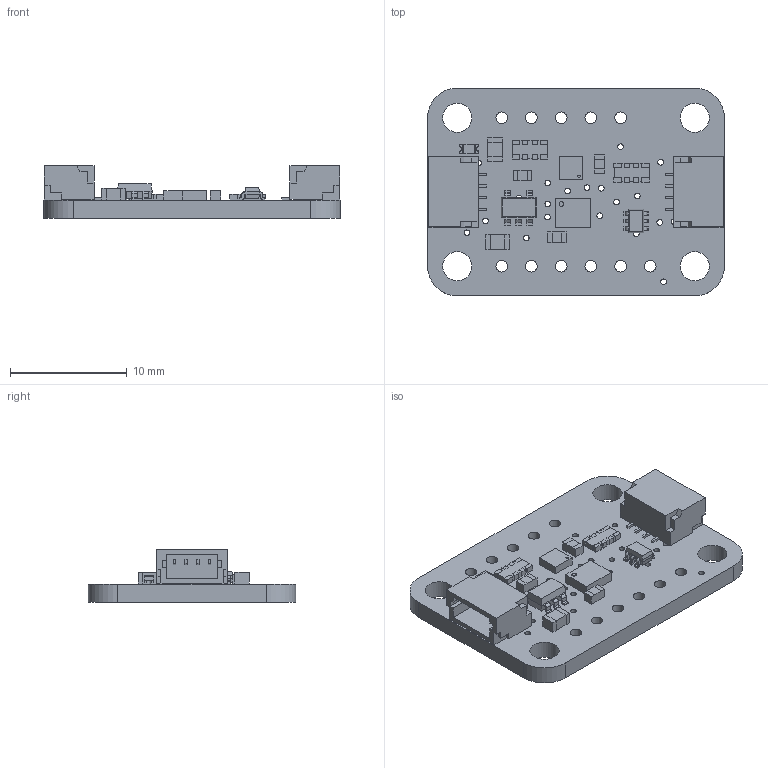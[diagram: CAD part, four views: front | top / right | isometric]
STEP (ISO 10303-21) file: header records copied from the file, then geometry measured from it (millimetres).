
FILE_DESCRIPTION(/* description */ (''),/* implementation_level */ '2;1');
FILE_NAME(/* name */ 'PCB Component.step',/* time_stamp */ '2022-10-18T10:55:25-04:00',/* author */ (''),/* organization */ (''),/* preprocessor_version */ 'ST-DEVELOPER v19',/* originating_system */ 'Autodesk Translation Framework v11.7.0.108',/* authorisation */ '');
FILE_SCHEMA (('AUTOMOTIVE_DESIGN { 1 0 10303 214 3 1 1 }'));
Length unit declared in the file: millimetre
Products named in the file (11): PCB Component; Board; 10uF; AP2112K-3.3; 1uF; 10K; BSS138; STEMMA_I2C_QT; GREEN; LIS3MDL; LSM6DSOX
Assembly tree (15 placements, depth 2):
  PCB Component
    Board
    10uF  x2
    AP2112K-3.3
    1uF  x3
    10K  x2
    BSS138
    STEMMA_I2C_QT  x2
    GREEN
    LIS3MDL
    LSM6DSOX
Bounding box: 25.4 x 17.78 x 4.53 mm (x, y, z)
Volume: 768.9 mm3; surface area: 1624.4 mm2
Topology: 45 solids, 45 shells, 960 faces, 2446 edges, 1614 vertices
Faces by surface type: plane 862, cylinder 94, bspline 4
Full cylindrical faces by diameter (mm): 0.2 x1, 0.4 x1, 0.483 x25, 1 x11, 2.5 x4
Entity records: 23523 total; most frequent: CARTESIAN_POINT 4035, ORIENTED_EDGE 3828, DIRECTION 3688, EDGE_CURVE 1914, LINE 1718, VECTOR 1718, VERTEX_POINT 1260, AXIS2_PLACEMENT_3D 985
